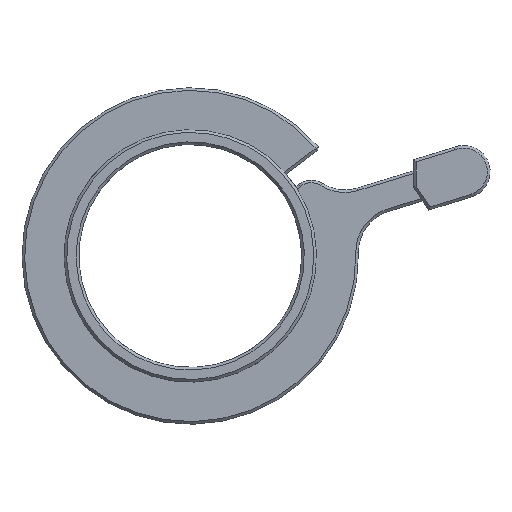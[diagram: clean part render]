
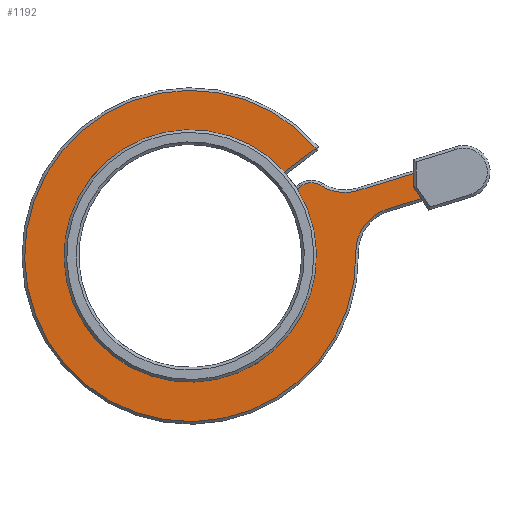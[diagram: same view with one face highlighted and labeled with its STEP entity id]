
A CAD part, top view. The second image highlights one B-rep face of the part: STEP entity #1192.
In plain terms, the highlighted planar face has unit normal (0, 0, 1).
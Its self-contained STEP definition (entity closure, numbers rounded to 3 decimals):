
#38=PLANE('',#1295);
#113=LINE('',#1820,#227);
#114=LINE('',#1823,#228);
#115=LINE('',#1829,#229);
#116=LINE('',#1830,#230);
#117=LINE('',#1836,#231);
#118=LINE('',#1838,#232);
#227=VECTOR('',#1447,1000.);
#228=VECTOR('',#1448,1000.);
#229=VECTOR('',#1453,1000.);
#230=VECTOR('',#1454,1000.);
#231=VECTOR('',#1459,1000.);
#232=VECTOR('',#1460,1000.);
#368=ORIENTED_EDGE('',*,*,#724,.F.);
#369=ORIENTED_EDGE('',*,*,#725,.T.);
#370=ORIENTED_EDGE('',*,*,#726,.T.);
#371=ORIENTED_EDGE('',*,*,#727,.T.);
#372=ORIENTED_EDGE('',*,*,#728,.T.);
#373=ORIENTED_EDGE('',*,*,#719,.F.);
#374=ORIENTED_EDGE('',*,*,#729,.T.);
#375=ORIENTED_EDGE('',*,*,#730,.T.);
#376=ORIENTED_EDGE('',*,*,#731,.T.);
#377=ORIENTED_EDGE('',*,*,#732,.T.);
#378=ORIENTED_EDGE('',*,*,#733,.F.);
#719=EDGE_CURVE('',#897,#892,#991,.T.);
#724=EDGE_CURVE('',#902,#903,#113,.T.);
#725=EDGE_CURVE('',#902,#904,#114,.T.);
#726=EDGE_CURVE('',#904,#905,#992,.F.);
#727=EDGE_CURVE('',#905,#906,#993,.T.);
#728=EDGE_CURVE('',#906,#892,#115,.T.);
#729=EDGE_CURVE('',#897,#907,#116,.T.);
#730=EDGE_CURVE('',#907,#908,#994,.T.);
#731=EDGE_CURVE('',#908,#909,#995,.F.);
#732=EDGE_CURVE('',#909,#910,#117,.T.);
#733=EDGE_CURVE('',#903,#910,#118,.T.);
#892=VERTEX_POINT('',#1793);
#897=VERTEX_POINT('',#1808);
#902=VERTEX_POINT('',#1821);
#903=VERTEX_POINT('',#1822);
#904=VERTEX_POINT('',#1824);
#905=VERTEX_POINT('',#1826);
#906=VERTEX_POINT('',#1828);
#907=VERTEX_POINT('',#1831);
#908=VERTEX_POINT('',#1833);
#909=VERTEX_POINT('',#1835);
#910=VERTEX_POINT('',#1837);
#991=CIRCLE('',#1293,12.);
#992=CIRCLE('',#1296,4.25);
#993=CIRCLE('',#1297,1.75);
#994=CIRCLE('',#1298,15.75);
#995=CIRCLE('',#1299,4.25);
#1027=EDGE_LOOP('',(#368,#369,#370,#371,#372,#373,#374,#375,#376,#377,#378));
#1104=FACE_BOUND('',#1027,.T.);
#1192=ADVANCED_FACE('',(#1104),#38,.T.);
#1293=AXIS2_PLACEMENT_3D('',#1809,#1437,#1438);
#1295=AXIS2_PLACEMENT_3D('',#1819,#1445,#1446);
#1296=AXIS2_PLACEMENT_3D('',#1825,#1449,#1450);
#1297=AXIS2_PLACEMENT_3D('',#1827,#1451,#1452);
#1298=AXIS2_PLACEMENT_3D('',#1832,#1455,#1456);
#1299=AXIS2_PLACEMENT_3D('',#1834,#1457,#1458);
#1437=DIRECTION('',(0.,0.,1.));
#1438=DIRECTION('',(-1.,0.,0.));
#1445=DIRECTION('',(0.,0.,1.));
#1446=DIRECTION('',(0.,1.,0.));
#1447=DIRECTION('',(-0.526,-0.85,0.));
#1448=DIRECTION('',(-0.966,0.258,0.));
#1449=DIRECTION('',(0.,0.,1.));
#1450=DIRECTION('',(1.,0.,0.));
#1451=DIRECTION('',(0.,0.,1.));
#1452=DIRECTION('',(1.,0.,0.));
#1453=DIRECTION('',(-0.996,-0.084,0.));
#1454=DIRECTION('',(0.996,0.084,0.));
#1455=DIRECTION('',(0.,0.,1.));
#1456=DIRECTION('',(1.,0.,0.));
#1457=DIRECTION('',(0.,0.,1.));
#1458=DIRECTION('',(1.,0.,0.));
#1459=DIRECTION('',(0.966,-0.26,0.));
#1460=DIRECTION('',(0.028,-1.,0.));
#1793=CARTESIAN_POINT('',(12.,0.012,2.));
#1808=CARTESIAN_POINT('',(11.831,2.005,2.));
#1809=CARTESIAN_POINT('',(0.,0.,2.));
#1819=CARTESIAN_POINT('',(100.,0.,2.));
#1820=CARTESIAN_POINT('',(22.148,-4.637,2.));
#1821=CARTESIAN_POINT('',(22.149,-4.636,2.));
#1822=CARTESIAN_POINT('',(21.461,-5.746,2.));
#1823=CARTESIAN_POINT('',(16.815,-3.21,2.));
#1824=CARTESIAN_POINT('',(16.817,-3.202,2.));
#1825=CARTESIAN_POINT('',(17.915,0.904,2.));
#1826=CARTESIAN_POINT('',(14.086,-0.941,2.));
#1827=CARTESIAN_POINT('',(12.51,-1.701,2.));
#1828=CARTESIAN_POINT('',(12.362,0.043,2.));
#1829=CARTESIAN_POINT('',(99.373,7.405,2.));
#1830=CARTESIAN_POINT('',(15.841,2.344,2.));
#1831=CARTESIAN_POINT('',(15.578,2.322,2.));
#1832=CARTESIAN_POINT('',(0.,0.,2.));
#1833=CARTESIAN_POINT('',(13.509,-8.098,2.));
#1834=CARTESIAN_POINT('',(17.154,-10.283,2.));
#1835=CARTESIAN_POINT('',(18.259,-6.179,2.));
#1836=CARTESIAN_POINT('',(92.926,-26.279,2.));
#1837=CARTESIAN_POINT('',(21.498,-7.051,2.));
#1838=CARTESIAN_POINT('',(21.498,-7.051,2.));
